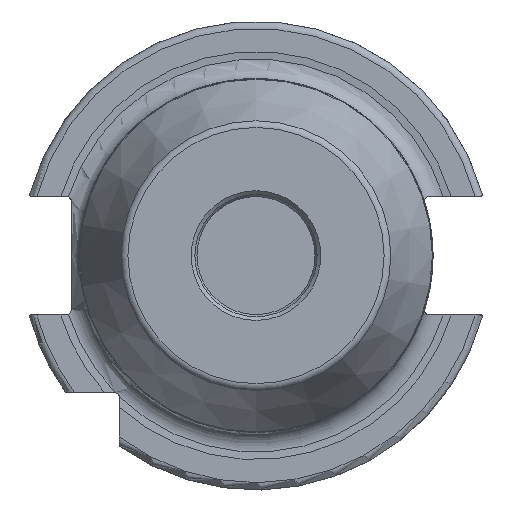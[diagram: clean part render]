
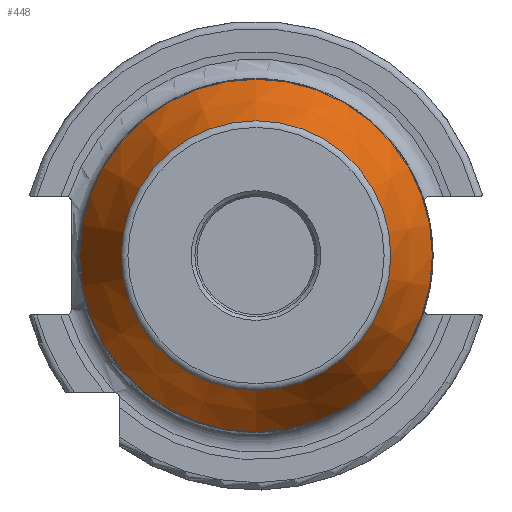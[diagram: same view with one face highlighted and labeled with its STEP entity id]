
A CAD part, left-side view. The second image highlights one B-rep face of the part: STEP entity #448.
In plain terms, the highlighted conical face has half-angle 25 degrees and reference radius 18.269 mm.
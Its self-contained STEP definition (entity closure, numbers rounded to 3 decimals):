
#190=CONICAL_SURFACE('',#1907,18.269,25.);
#357=FACE_BOUND('',#668,.T.);
#358=FACE_BOUND('',#669,.T.);
#448=ADVANCED_FACE('',(#357,#358),#190,.T.);
#668=EDGE_LOOP('',(#1002));
#669=EDGE_LOOP('',(#1003));
#1002=ORIENTED_EDGE('',*,*,#1634,.T.);
#1003=ORIENTED_EDGE('',*,*,#1635,.F.);
#1398=VERTEX_POINT('',#3680);
#1399=VERTEX_POINT('',#3683);
#1634=EDGE_CURVE('',#1398,#1398,#1744,.T.);
#1635=EDGE_CURVE('',#1399,#1399,#1745,.T.);
#1744=CIRCLE('',#1904,23.901);
#1745=CIRCLE('',#1906,18.269);
#1904=AXIS2_PLACEMENT_3D('',#3679,#2273,#2274);
#1906=AXIS2_PLACEMENT_3D('',#3682,#2277,#2278);
#1907=AXIS2_PLACEMENT_3D('',#3684,#2279,#2280);
#2273=DIRECTION('',(-1.,0.,0.));
#2274=DIRECTION('',(0.,0.,-1.));
#2277=DIRECTION('',(-1.,0.,0.));
#2278=DIRECTION('',(0.,0.,-1.));
#2279=DIRECTION('',(1.,0.,0.));
#2280=DIRECTION('',(0.,0.,-1.));
#3679=CARTESIAN_POINT('',(12.656,0.,0.));
#3680=CARTESIAN_POINT('',(12.656,0.,-23.901));
#3682=CARTESIAN_POINT('',(0.577,0.,0.));
#3683=CARTESIAN_POINT('',(0.577,0.,-18.269));
#3684=CARTESIAN_POINT('',(0.577,0.,0.));
